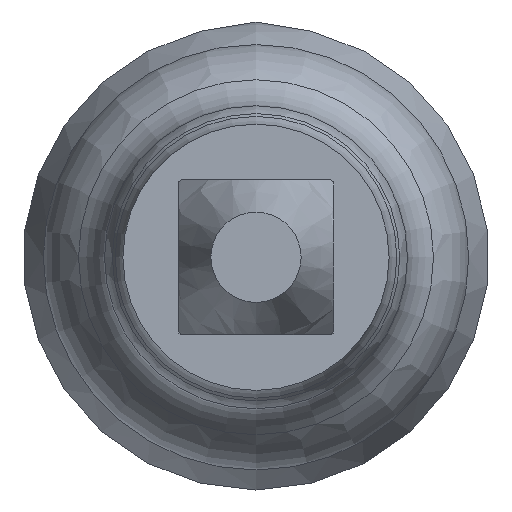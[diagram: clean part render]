
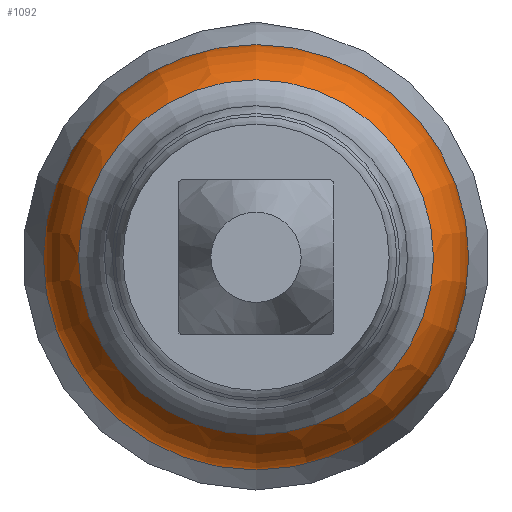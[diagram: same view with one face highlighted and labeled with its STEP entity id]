
A CAD part, left-side view. The second image highlights one B-rep face of the part: STEP entity #1092.
In plain terms, the highlighted toroidal (fillet/blend) face has major radius 0.356 mm and minor radius 0.483 mm.
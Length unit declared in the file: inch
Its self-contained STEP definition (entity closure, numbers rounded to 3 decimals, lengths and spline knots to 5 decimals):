
#36 = DIRECTION ( 'NONE',  ( -1., 0., 0. ) ) ;
#47 = DIRECTION ( 'NONE',  ( -1., 0., 0. ) ) ;
#123 = DIRECTION ( 'NONE',  ( 0., 0., 1. ) ) ;
#132 = DIRECTION ( 'NONE',  ( 0., 0., 1. ) ) ;
#154 = DIRECTION ( 'NONE',  ( 0., 0., 1. ) ) ;
#192 = ORIENTED_EDGE ( 'NONE', *, *, #838, .F. ) ;
#251 = FACE_OUTER_BOUND ( 'NONE', #360, .T. ) ;
#360 = EDGE_LOOP ( 'NONE', ( #192 ) ) ;
#413 = CARTESIAN_POINT ( 'NONE',  ( 0.10183, 0., 0. ) ) ;
#573 = AXIS2_PLACEMENT_3D ( 'NONE', #609, #47, #154 ) ;
#609 = CARTESIAN_POINT ( 'NONE',  ( 0.11517, 0., 0. ) ) ;
#616 = FACE_OUTER_BOUND ( 'NONE', #810, .T. ) ;
#627 = VERTEX_POINT ( 'NONE', #718 ) ;
#637 = CARTESIAN_POINT ( 'NONE',  ( 0.11517, 0., 0.033 ) ) ;
#647 = AXIS2_PLACEMENT_3D ( 'NONE', #946, #36, #123 ) ;
#718 = CARTESIAN_POINT ( 'NONE',  ( 0.10183, 0., 0.02753 ) ) ;
#739 = ORIENTED_EDGE ( 'NONE', *, *, #861, .T. ) ;
#761 = CIRCLE ( 'NONE', #1035, 0.02753 ) ;
#810 = EDGE_LOOP ( 'NONE', ( #739 ) ) ;
#838 = EDGE_CURVE ( 'NONE', #627, #627, #761, .T. ) ;
#857 = DIRECTION ( 'NONE',  ( -1., 0., 0. ) ) ;
#861 = EDGE_CURVE ( 'NONE', #1170, #1170, #1099, .T. ) ;
#946 = CARTESIAN_POINT ( 'NONE',  ( 0.11517, 0., 0. ) ) ;
#1035 = AXIS2_PLACEMENT_3D ( 'NONE', #413, #857, #132 ) ;
#1092 = ADVANCED_FACE ( 'NONE', ( #251, #616 ), #1185, .T. ) ;
#1099 = CIRCLE ( 'NONE', #647, 0.033 ) ;
#1170 = VERTEX_POINT ( 'NONE', #637 ) ;
#1185 = TOROIDAL_SURFACE ( 'NONE', #573, 0.014, 0.019 ) ;
